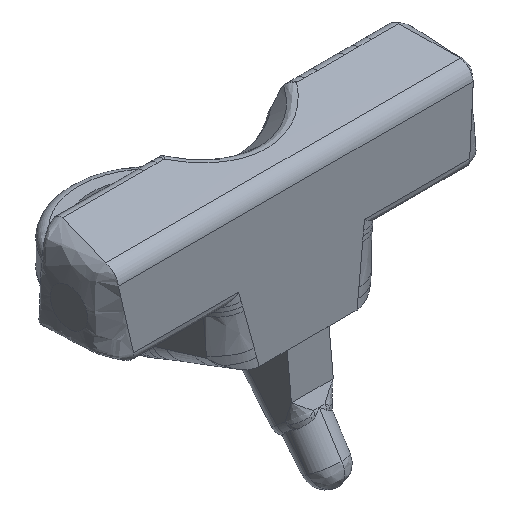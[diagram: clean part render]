
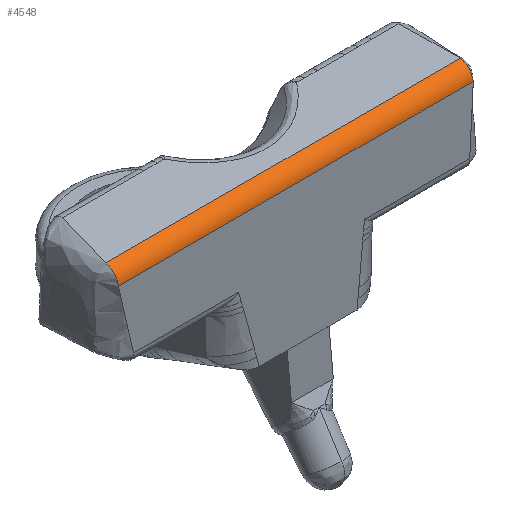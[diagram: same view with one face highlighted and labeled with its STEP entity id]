
A CAD part, isometric view. The second image highlights one B-rep face of the part: STEP entity #4548.
In plain terms, the highlighted cylindrical face has radius 3.536 mm (diameter 7.071 mm), a partial arc.
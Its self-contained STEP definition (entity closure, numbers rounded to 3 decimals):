
#4503 = VERTEX_POINT ( 'NONE', #8927 ) ;
#4505 = EDGE_CURVE ( 'NONE', #4506, #4503, #8923, .T. ) ;
#4506 = VERTEX_POINT ( 'NONE', #8919 ) ;
#4548 = ADVANCED_FACE ( 'NONE', ( #9028 ), #9119, .T. ) ;
#4549 = EDGE_LOOP ( 'NONE', ( #4603, #4606, #4607, #4610 ) ) ;
#4603 = ORIENTED_EDGE ( 'NONE', *, *, #4604, .T. ) ;
#4604 = EDGE_CURVE ( 'NONE', #4605, #4506, #9317, .T. ) ;
#4605 = VERTEX_POINT ( 'NONE', #9316 ) ;
#4606 = ORIENTED_EDGE ( 'NONE', *, *, #4505, .T. ) ;
#4607 = ORIENTED_EDGE ( 'NONE', *, *, #4608, .T. ) ;
#4608 = EDGE_CURVE ( 'NONE', #4503, #4609, #9297, .T. ) ;
#4609 = VERTEX_POINT ( 'NONE', #9296 ) ;
#4610 = ORIENTED_EDGE ( 'NONE', *, *, #4611, .T. ) ;
#4611 = EDGE_CURVE ( 'NONE', #4609, #4605, #9349, .T. ) ;
#8919 = CARTESIAN_POINT ( 'NONE',  ( 38.099, -12.803, 26.709 ) ) ;
#8920 = DIRECTION ( 'NONE',  ( -1., 0., 0. ) ) ;
#8921 = VECTOR ( 'NONE', #8920, 1000. ) ;
#8922 = CARTESIAN_POINT ( 'NONE',  ( 0., -12.803, 26.71 ) ) ;
#8923 = LINE ( 'NONE', #8922, #8921 ) ;
#8927 = CARTESIAN_POINT ( 'NONE',  ( -38.099, -12.803, 26.709 ) ) ;
#9028 = FACE_OUTER_BOUND ( 'NONE', #4549, .T. ) ;
#9118 = CARTESIAN_POINT ( 'NONE',  ( 0., -12.064, 23.252 ) ) ;
#9119 = CYLINDRICAL_SURFACE ( 'NONE', #9140, 3.536 ) ;
#9138 = DIRECTION ( 'NONE',  ( 0., -1., 0. ) ) ;
#9139 = DIRECTION ( 'NONE',  ( -1., 0., 0. ) ) ;
#9140 = AXIS2_PLACEMENT_3D ( 'NONE', #9118, #9139, #9138 ) ;
#9282 = CARTESIAN_POINT ( 'NONE',  ( 38.095, -13.649, 26.418 ) ) ;
#9283 = CARTESIAN_POINT ( 'NONE',  ( 38.104, -14.115, 26.154 ) ) ;
#9284 = CARTESIAN_POINT ( 'NONE',  ( 38.107, -14.396, 25.933 ) ) ;
#9285 = CARTESIAN_POINT ( 'NONE',  ( 38.107, -14.764, 25.541 ) ) ;
#9286 = CARTESIAN_POINT ( 'NONE',  ( 38.106, -14.876, 25.402 ) ) ;
#9287 = CARTESIAN_POINT ( 'NONE',  ( 38.104, -15.078, 25.108 ) ) ;
#9288 = CARTESIAN_POINT ( 'NONE',  ( 38.105, -15.169, 24.952 ) ) ;
#9289 = CARTESIAN_POINT ( 'NONE',  ( 38.097, -15.286, 24.71 ) ) ;
#9290 = CARTESIAN_POINT ( 'NONE',  ( 38.093, -15.322, 24.628 ) ) ;
#9291 = CARTESIAN_POINT ( 'NONE',  ( 38.09, -15.388, 24.46 ) ) ;
#9292 = CARTESIAN_POINT ( 'NONE',  ( 38.091, -15.417, 24.375 ) ) ;
#9293 = CARTESIAN_POINT ( 'NONE',  ( 38.098, -15.496, 24.118 ) ) ;
#9294 = CARTESIAN_POINT ( 'NONE',  ( 38.104, -15.536, 23.943 ) ) ;
#9295 = CARTESIAN_POINT ( 'NONE',  ( 38.097, -15.564, 23.765 ) ) ;
#9296 = CARTESIAN_POINT ( 'NONE',  ( -38.095, -15.563, 23.765 ) ) ;
#9297 = B_SPLINE_CURVE_WITH_KNOTS ( 'NONE', 3,
 ( #9343, #9342, #9341, #9340, #9339, #9338, #9337, #9336, #9335, #9334, #9333, #9332, #9331, #9330, #9329, #9328, #9327, #9326, #9325, #9324 ),
 .UNSPECIFIED., .F., .F.,
 ( 4, 2, 2, 2, 2, 2, 2, 2, 2, 4 ),
 ( 0., 0., 0.001, 0.001, 0.002, 0.002, 0.003, 0.003, 0.004, 0.004 ),
 .UNSPECIFIED. ) ;
#9316 = CARTESIAN_POINT ( 'NONE',  ( 38.097, -15.564, 23.765 ) ) ;
#9317 = B_SPLINE_CURVE_WITH_KNOTS ( 'NONE', 3,
 ( #9295, #9294, #9293, #9292, #9291, #9290, #9289, #9288, #9287, #9286, #9285, #9284, #9283, #9282, #9355, #9354, #9353, #9352, #9351, #9350 ),
 .UNSPECIFIED., .F., .F.,
 ( 4, 2, 2, 2, 2, 2, 2, 2, 2, 4 ),
 ( 0., 0.001, 0.001, 0.001, 0.002, 0.002, 0.003, 0.004, 0.004, 0.004 ),
 .UNSPECIFIED. ) ;
#9324 = CARTESIAN_POINT ( 'NONE',  ( -38.095, -15.563, 23.765 ) ) ;
#9325 = CARTESIAN_POINT ( 'NONE',  ( -38.109, -15.536, 23.944 ) ) ;
#9326 = CARTESIAN_POINT ( 'NONE',  ( -38.117, -15.496, 24.118 ) ) ;
#9327 = CARTESIAN_POINT ( 'NONE',  ( -38.112, -15.392, 24.459 ) ) ;
#9328 = CARTESIAN_POINT ( 'NONE',  ( -38.095, -15.326, 24.626 ) ) ;
#9329 = CARTESIAN_POINT ( 'NONE',  ( -38.086, -15.17, 24.951 ) ) ;
#9330 = CARTESIAN_POINT ( 'NONE',  ( -38.099, -15.08, 25.105 ) ) ;
#9331 = CARTESIAN_POINT ( 'NONE',  ( -38.111, -14.879, 25.398 ) ) ;
#9332 = CARTESIAN_POINT ( 'NONE',  ( -38.109, -14.768, 25.537 ) ) ;
#9333 = CARTESIAN_POINT ( 'NONE',  ( -38.105, -14.522, 25.799 ) ) ;
#9334 = CARTESIAN_POINT ( 'NONE',  ( -38.103, -14.389, 25.921 ) ) ;
#9335 = CARTESIAN_POINT ( 'NONE',  ( -38.101, -14.109, 26.142 ) ) ;
#9336 = CARTESIAN_POINT ( 'NONE',  ( -38.102, -13.961, 26.241 ) ) ;
#9337 = CARTESIAN_POINT ( 'NONE',  ( -38.096, -13.649, 26.418 ) ) ;
#9338 = CARTESIAN_POINT ( 'NONE',  ( -38.09, -13.485, 26.494 ) ) ;
#9339 = CARTESIAN_POINT ( 'NONE',  ( -38.088, -13.235, 26.589 ) ) ;
#9340 = CARTESIAN_POINT ( 'NONE',  ( -38.089, -13.15, 26.618 ) ) ;
#9341 = CARTESIAN_POINT ( 'NONE',  ( -38.097, -12.978, 26.669 ) ) ;
#9342 = CARTESIAN_POINT ( 'NONE',  ( -38.103, -12.891, 26.691 ) ) ;
#9343 = CARTESIAN_POINT ( 'NONE',  ( -38.099, -12.803, 26.709 ) ) ;
#9346 = DIRECTION ( 'NONE',  ( 1., 0., 0. ) ) ;
#9347 = VECTOR ( 'NONE', #9346, 1000. ) ;
#9348 = CARTESIAN_POINT ( 'NONE',  ( -38.1, -15.562, 23.765 ) ) ;
#9349 = LINE ( 'NONE', #9348, #9347 ) ;
#9350 = CARTESIAN_POINT ( 'NONE',  ( 38.099, -12.803, 26.709 ) ) ;
#9351 = CARTESIAN_POINT ( 'NONE',  ( 38.1, -12.891, 26.691 ) ) ;
#9352 = CARTESIAN_POINT ( 'NONE',  ( 38.093, -12.978, 26.669 ) ) ;
#9353 = CARTESIAN_POINT ( 'NONE',  ( 38.087, -13.149, 26.618 ) ) ;
#9354 = CARTESIAN_POINT ( 'NONE',  ( 38.088, -13.234, 26.59 ) ) ;
#9355 = CARTESIAN_POINT ( 'NONE',  ( 38.092, -13.485, 26.495 ) ) ;
